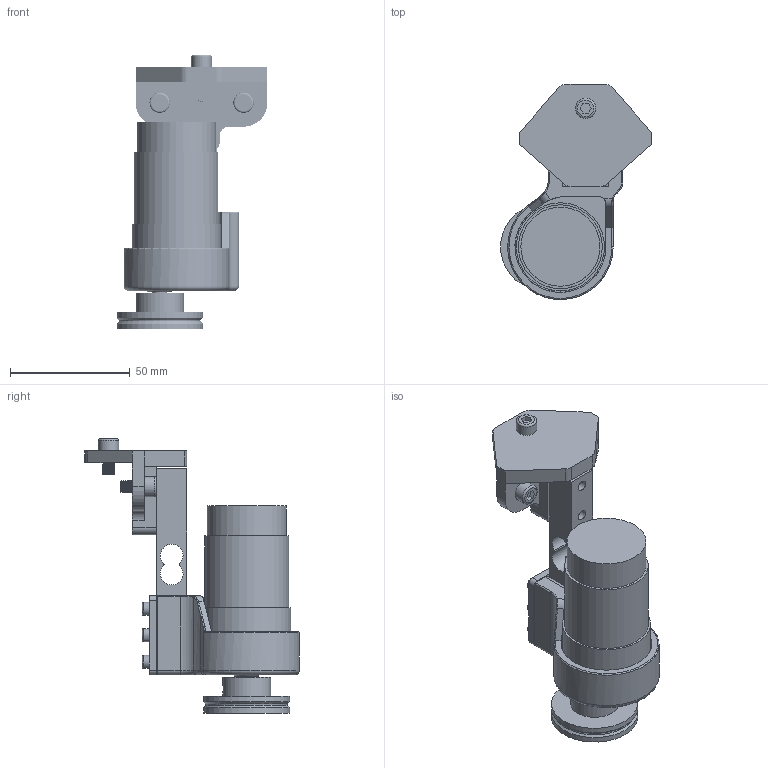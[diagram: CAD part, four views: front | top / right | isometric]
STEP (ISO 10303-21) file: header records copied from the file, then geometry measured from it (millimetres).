
FILE_DESCRIPTION(/* description */ (''),/* implementation_level */ '2;1');
FILE_NAME(/* name */ 'Full Motor Assembly V1.1.step',/* time_stamp */ '2024-07-17T21:00:03+02:00',/* author */ (''),/* organization */ (''),/* preprocessor_version */ 'ST-DEVELOPER v20',/* originating_system */ 'Autodesk Translation Framework v13.14.0.145',/* authorisation */ '');
FILE_SCHEMA (('AUTOMOTIVE_DESIGN { 1 0 10303 214 3 1 1 }'));
Length unit declared in the file: millimetre
Products named in the file (10): Full Motor Assembly V1.1; Load Cell Mount V1; Motor Assembly V1; Pulley V1; Motor Mount; Additional Motor Brace; Load Cell; Pololu 1442 Geared DC Motor; M3x6mm; M5x10mm
Assembly tree (24 placements, depth 3):
  Full Motor Assembly V1.1
    Load Cell Mount V1
    Motor Assembly V1
      Pulley V1
      M3x6mm  x12
      Motor Mount
      Additional Motor Brace
      Load Cell
      Pololu 1442 Geared DC Motor
    M5x10mm  x5
Bounding box: 63 x 89.69 x 114.5 mm (x, y, z)
Volume: 130201.6 mm3; surface area: 45887.4 mm2
Topology: 23 solids, 23 shells, 890 faces, 2314 edges, 1529 vertices
Faces by surface type: cylinder 560, plane 260, bspline 40, torus 27, cone 3
Full cylindrical faces by diameter (mm): 2.356 x36, 2.5 x6, 2.927 x84, 3 x6, 3.332 x2, 3.5 x14, 3.99 x15, 4.234 x2, 4.5 x2, 4.901 x40, 5.5 x17, 6 x7, 6.4 x1, 8.5 x5, 9.5 x2, 12 x1, 12.6 x1, 20 x1, 33 x1, 35 x1, 36 x2, 36.8 x1
Entity records: 12425 total; most frequent: CARTESIAN_POINT 5232, DIRECTION 1420, ORIENTED_EDGE 1386, EDGE_CURVE 693, AXIS2_PLACEMENT_3D 546, VERTEX_POINT 452, EDGE_LOOP 371, LINE 328
